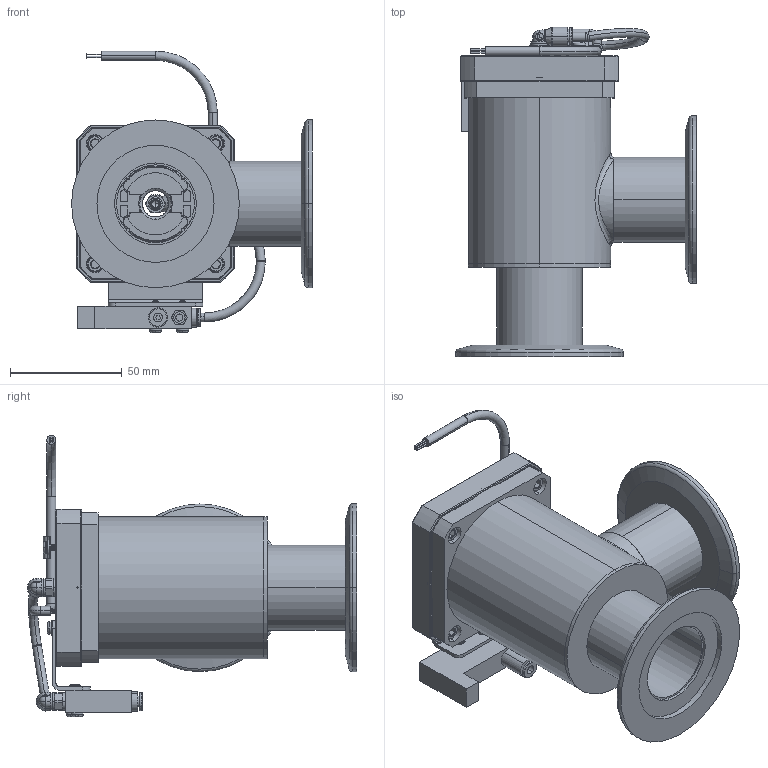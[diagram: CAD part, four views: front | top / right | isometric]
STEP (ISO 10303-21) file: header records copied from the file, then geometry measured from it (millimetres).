
FILE_DESCRIPTION (( 'STEP AP203' ), '1' );
FILE_NAME ('NAP-S05112(A).STEP', '2023-02-07T21:24:28', ( '' ), ( '' ), 'SwSTEP 2.0', 'SolidWorks 2020', '' );
FILE_SCHEMA (( 'CONFIG_CONTROL_DESIGN' ));
Length unit declared in the file: inch
Products named in the file (1): NAP-S05112(A)
Bounding box: 107.57 x 147.18 x 125.77 mm (x, y, z)
Volume: 143236.1 mm3; surface area: 134433.4 mm2
Topology: 46 solids, 46 shells, 2957 faces, 7864 edges, 5090 vertices
Faces by surface type: plane 1070, cylinder 955, cone 594, bspline 207, torus 125, sphere 6
Entity records: 119427 total; most frequent: CARTESIAN_POINT 49590, ORIENTED_EDGE 15720, DIRECTION 13538, EDGE_CURVE 7860, VERTEX_POINT 5090, AXIS2_PLACEMENT_3D 5061, VECTOR 3416, LINE 3416
